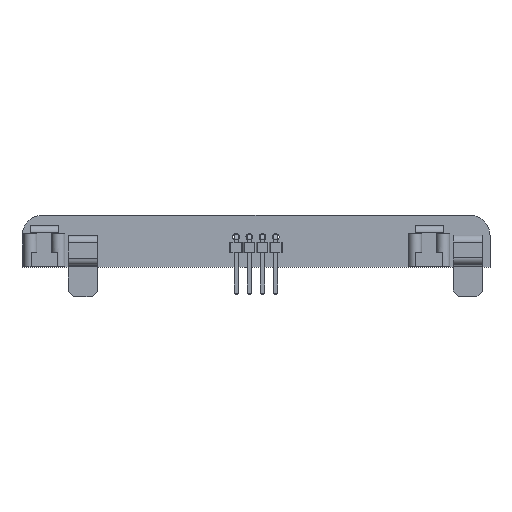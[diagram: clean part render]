
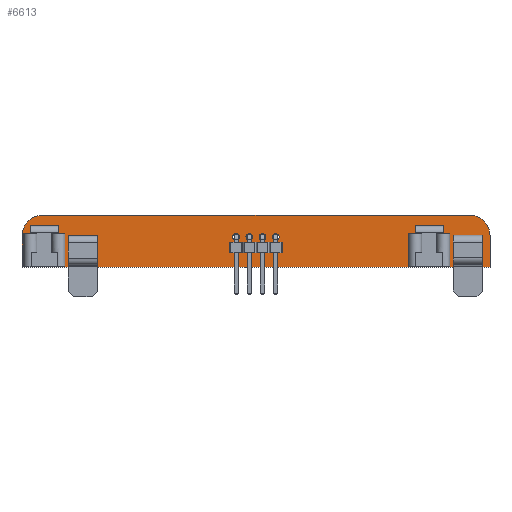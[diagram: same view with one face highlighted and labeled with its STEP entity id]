
A CAD part, top view. The second image highlights one B-rep face of the part: STEP entity #6613.
In plain terms, the highlighted planar face has unit normal (0, 0, 1).
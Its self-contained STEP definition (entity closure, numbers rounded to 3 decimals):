
#6422 = VERTEX_POINT('',#6423);
#6423 = CARTESIAN_POINT('',(20.5,2.5,1.6));
#6429 = EDGE_CURVE('',#6422,#6430,#6432,.T.);
#6430 = VERTEX_POINT('',#6431);
#6431 = CARTESIAN_POINT('',(22.497,0.643,1.6));
#6432 = CIRCLE('',#6433,1.998);
#6433 = AXIS2_PLACEMENT_3D('',#6434,#6435,#6436);
#6434 = CARTESIAN_POINT('',(20.505,0.502,1.6));
#6435 = DIRECTION('',(0.,0.,-1.));
#6436 = DIRECTION('',(-0.002,1.,0.));
#6464 = VERTEX_POINT('',#6465);
#6465 = CARTESIAN_POINT('',(-20.5,2.5,1.6));
#6471 = EDGE_CURVE('',#6464,#6422,#6472,.T.);
#6472 = LINE('',#6473,#6474);
#6473 = CARTESIAN_POINT('',(-20.5,2.5,1.6));
#6474 = VECTOR('',#6475,1.);
#6475 = DIRECTION('',(1.,0.,0.));
#6493 = EDGE_CURVE('',#6430,#6494,#6496,.T.);
#6494 = VERTEX_POINT('',#6495);
#6495 = CARTESIAN_POINT('',(22.5,0.5,1.6));
#6496 = LINE('',#6497,#6498);
#6497 = CARTESIAN_POINT('',(22.497,0.643,1.6));
#6498 = VECTOR('',#6499,1.);
#6499 = DIRECTION('',(0.018,-1.,0.));
#6613 = ADVANCED_FACE('',(#6614,#6658,#6669,#6680,#6691),#6702,.T.);
#6614 = FACE_BOUND('',#6615,.T.);
#6615 = EDGE_LOOP('',(#6616,#6617,#6618,#6626,#6635,#6643,#6651,#6657));
#6616 = ORIENTED_EDGE('',*,*,#6429,.F.);
#6617 = ORIENTED_EDGE('',*,*,#6471,.F.);
#6618 = ORIENTED_EDGE('',*,*,#6619,.F.);
#6619 = EDGE_CURVE('',#6620,#6464,#6622,.T.);
#6620 = VERTEX_POINT('',#6621);
#6621 = CARTESIAN_POINT('',(-20.643,2.497,1.6));
#6622 = LINE('',#6623,#6624);
#6623 = CARTESIAN_POINT('',(-20.643,2.497,1.6));
#6624 = VECTOR('',#6625,1.);
#6625 = DIRECTION('',(1.,0.018,0.));
#6626 = ORIENTED_EDGE('',*,*,#6627,.F.);
#6627 = EDGE_CURVE('',#6628,#6620,#6630,.T.);
#6628 = VERTEX_POINT('',#6629);
#6629 = CARTESIAN_POINT('',(-22.5,0.5,1.6));
#6630 = CIRCLE('',#6631,1.998);
#6631 = AXIS2_PLACEMENT_3D('',#6632,#6633,#6634);
#6632 = CARTESIAN_POINT('',(-20.502,0.505,1.6));
#6633 = DIRECTION('',(0.,0.,-1.));
#6634 = DIRECTION('',(-1.,-0.002,-0.));
#6635 = ORIENTED_EDGE('',*,*,#6636,.F.);
#6636 = EDGE_CURVE('',#6637,#6628,#6639,.T.);
#6637 = VERTEX_POINT('',#6638);
#6638 = CARTESIAN_POINT('',(-22.5,-2.5,1.6));
#6639 = LINE('',#6640,#6641);
#6640 = CARTESIAN_POINT('',(-22.5,-2.5,1.6));
#6641 = VECTOR('',#6642,1.);
#6642 = DIRECTION('',(0.,1.,0.));
#6643 = ORIENTED_EDGE('',*,*,#6644,.F.);
#6644 = EDGE_CURVE('',#6645,#6637,#6647,.T.);
#6645 = VERTEX_POINT('',#6646);
#6646 = CARTESIAN_POINT('',(22.5,-2.5,1.6));
#6647 = LINE('',#6648,#6649);
#6648 = CARTESIAN_POINT('',(22.5,-2.5,1.6));
#6649 = VECTOR('',#6650,1.);
#6650 = DIRECTION('',(-1.,0.,0.));
#6651 = ORIENTED_EDGE('',*,*,#6652,.F.);
#6652 = EDGE_CURVE('',#6494,#6645,#6653,.T.);
#6653 = LINE('',#6654,#6655);
#6654 = CARTESIAN_POINT('',(22.5,0.5,1.6));
#6655 = VECTOR('',#6656,1.);
#6656 = DIRECTION('',(0.,-1.,0.));
#6657 = ORIENTED_EDGE('',*,*,#6493,.F.);
#6658 = FACE_BOUND('',#6659,.T.);
#6659 = EDGE_LOOP('',(#6660));
#6660 = ORIENTED_EDGE('',*,*,#6661,.T.);
#6661 = EDGE_CURVE('',#6662,#6662,#6664,.T.);
#6662 = VERTEX_POINT('',#6663);
#6663 = CARTESIAN_POINT('',(-1.91,0.075,1.6));
#6664 = CIRCLE('',#6665,0.325);
#6665 = AXIS2_PLACEMENT_3D('',#6666,#6667,#6668);
#6666 = CARTESIAN_POINT('',(-1.91,0.4,1.6));
#6667 = DIRECTION('',(-0.,0.,-1.));
#6668 = DIRECTION('',(-0.,-1.,0.));
#6669 = FACE_BOUND('',#6670,.T.);
#6670 = EDGE_LOOP('',(#6671));
#6671 = ORIENTED_EDGE('',*,*,#6672,.T.);
#6672 = EDGE_CURVE('',#6673,#6673,#6675,.T.);
#6673 = VERTEX_POINT('',#6674);
#6674 = CARTESIAN_POINT('',(-0.64,0.075,1.6));
#6675 = CIRCLE('',#6676,0.325);
#6676 = AXIS2_PLACEMENT_3D('',#6677,#6678,#6679);
#6677 = CARTESIAN_POINT('',(-0.64,0.4,1.6));
#6678 = DIRECTION('',(-0.,0.,-1.));
#6679 = DIRECTION('',(0.,-1.,-0.));
#6680 = FACE_BOUND('',#6681,.T.);
#6681 = EDGE_LOOP('',(#6682));
#6682 = ORIENTED_EDGE('',*,*,#6683,.T.);
#6683 = EDGE_CURVE('',#6684,#6684,#6686,.T.);
#6684 = VERTEX_POINT('',#6685);
#6685 = CARTESIAN_POINT('',(0.63,0.075,1.6));
#6686 = CIRCLE('',#6687,0.325);
#6687 = AXIS2_PLACEMENT_3D('',#6688,#6689,#6690);
#6688 = CARTESIAN_POINT('',(0.63,0.4,1.6));
#6689 = DIRECTION('',(-0.,0.,-1.));
#6690 = DIRECTION('',(-0.,-1.,0.));
#6691 = FACE_BOUND('',#6692,.T.);
#6692 = EDGE_LOOP('',(#6693));
#6693 = ORIENTED_EDGE('',*,*,#6694,.T.);
#6694 = EDGE_CURVE('',#6695,#6695,#6697,.T.);
#6695 = VERTEX_POINT('',#6696);
#6696 = CARTESIAN_POINT('',(1.9,0.075,1.6));
#6697 = CIRCLE('',#6698,0.325);
#6698 = AXIS2_PLACEMENT_3D('',#6699,#6700,#6701);
#6699 = CARTESIAN_POINT('',(1.9,0.4,1.6));
#6700 = DIRECTION('',(-0.,0.,-1.));
#6701 = DIRECTION('',(-0.,-1.,0.));
#6702 = PLANE('',#6703);
#6703 = AXIS2_PLACEMENT_3D('',#6704,#6705,#6706);
#6704 = CARTESIAN_POINT('',(0.,0.,1.6));
#6705 = DIRECTION('',(0.,0.,1.));
#6706 = DIRECTION('',(1.,0.,-0.));
